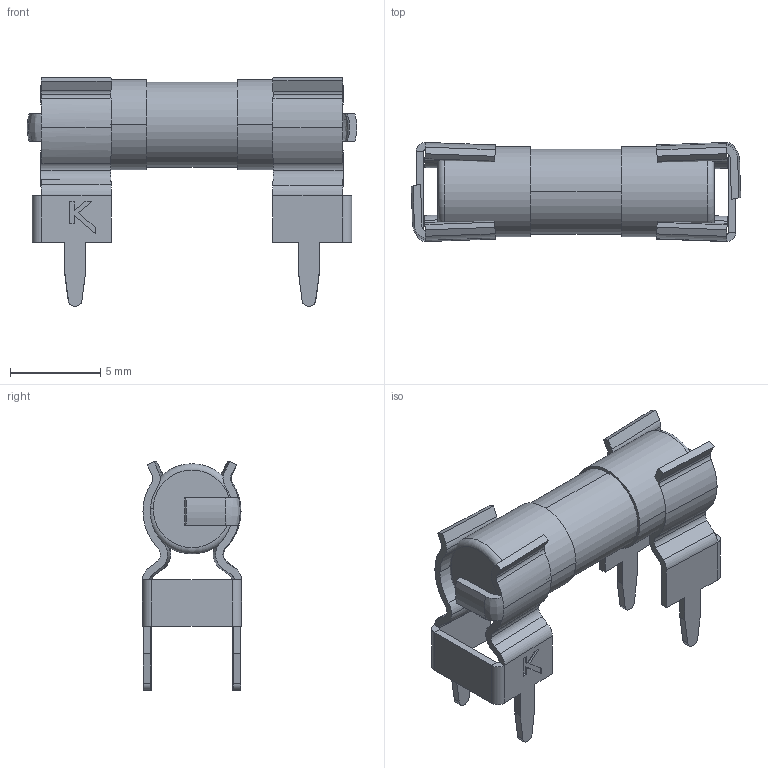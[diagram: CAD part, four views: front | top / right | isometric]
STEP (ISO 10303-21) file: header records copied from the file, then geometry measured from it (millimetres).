
FILE_DESCRIPTION(('FreeCAD Model'),'2;1');
FILE_NAME('Open CASCADE Shape Model','2024-04-14T19:51:45',(''),(''), 'Open CASCADE STEP processor 7.6','FreeCAD','Unknown');
FILE_SCHEMA(('AUTOMOTIVE_DESIGN { 1 0 10303 214 1 1 1 1 }'));
Length unit declared in the file: millimetre
Products named in the file (7): esp32_socket_switcher; F1_3519_rev.C._60643acb133a; F1_5x15 Fuse004_60643acb133a[3]; 5x15 Fuse; 5x15 Fuse001; 5x15 Fuse002; 5x15 Fuse003
Assembly tree (7 placements, depth 3):
  esp32_socket_switcher
    F1_3519_rev.C._60643acb133a  x2
    F1_5x15 Fuse004_60643acb133a[3]
      5x15 Fuse
      5x15 Fuse001
      5x15 Fuse002
      5x15 Fuse003
Bounding box: 18.26 x 5.49 x 12.67 mm (x, y, z)
Volume: 169.3 mm3; surface area: 1257.3 mm2
Topology: 6 solids, 6 shells, 218 faces, 548 edges, 346 vertices
Faces by surface type: plane 118, cylinder 80, bspline 12, torus 8
Entity records: 7665 total; most frequent: CARTESIAN_POINT 4489, DIRECTION 671, ORIENTED_EDGE 610, EDGE_CURVE 305, AXIS2_PLACEMENT_3D 248, VERTEX_POINT 192, LINE 175, VECTOR 175
